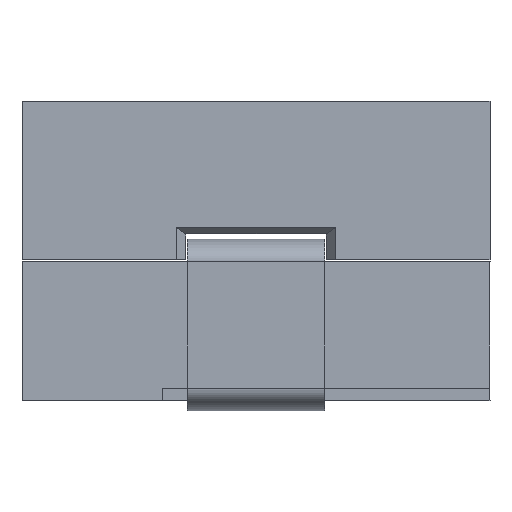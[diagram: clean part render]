
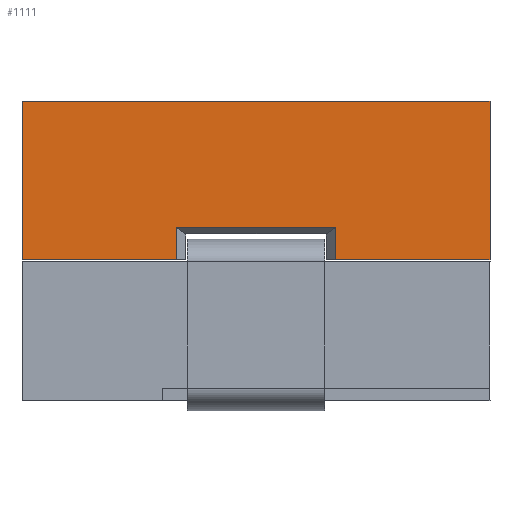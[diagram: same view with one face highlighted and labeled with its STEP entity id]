
A CAD part, left-side view. The second image highlights one B-rep face of the part: STEP entity #1111.
In plain terms, the highlighted free-form (B-spline) face has degree [1, 1] with [2, 2] control points.
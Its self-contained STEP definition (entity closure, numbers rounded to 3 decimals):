
#669=CARTESIAN_POINT('',(-5.34,-3.825,0.));
#670=VERTEX_POINT('',#669);
#685=CARTESIAN_POINT('',(-5.34,3.825,0.));
#686=VERTEX_POINT('',#685);
#692=CARTESIAN_POINT('',(-5.34,3.825,0.));
#693=CARTESIAN_POINT('',(-5.34,-3.825,0.));
#694=B_SPLINE_CURVE_WITH_KNOTS('',1,(#692,#693),.UNSPECIFIED.,.F.,.U.,(2,2),(0.,1.),.UNSPECIFIED.);
#695=EDGE_CURVE('',#686,#670,#694,.T.);
#981=CARTESIAN_POINT('',(-5.34,-3.825,-2.59));
#982=VERTEX_POINT('',#981);
#988=CARTESIAN_POINT('',(-5.34,-3.825,0.));
#989=CARTESIAN_POINT('',(-5.34,-3.825,-2.59));
#990=B_SPLINE_CURVE_WITH_KNOTS('',1,(#988,#989),.UNSPECIFIED.,.F.,.U.,(2,2),(0.,1.),.UNSPECIFIED.);
#991=EDGE_CURVE('',#670,#982,#990,.T.);
#1052=CARTESIAN_POINT('',(-5.34,3.825,-2.59));
#1053=VERTEX_POINT('',#1052);
#1054=CARTESIAN_POINT('',(-5.34,3.825,0.));
#1055=CARTESIAN_POINT('',(-5.34,3.825,-2.59));
#1056=B_SPLINE_CURVE_WITH_KNOTS('',1,(#1054,#1055),.UNSPECIFIED.,.F.,.U.,(2,2),(0.,1.),.UNSPECIFIED.);
#1057=EDGE_CURVE('',#686,#1053,#1056,.T.);
#1068=CARTESIAN_POINT('',(-5.34,3.825,0.));
#1069=CARTESIAN_POINT('',(-5.34,3.825,-2.59));
#1070=CARTESIAN_POINT('',(-5.34,-3.825,0.));
#1071=CARTESIAN_POINT('',(-5.34,-3.825,-2.59));
#1072=B_SPLINE_SURFACE_WITH_KNOTS('',1,1,((#1068,#1069),(#1070,#1071)),.PLANE_SURF.,.F.,.F.,.U.,(2,2),(2,2),(0.,1.),(0.,1.),.UNSPECIFIED.);
#1073=CARTESIAN_POINT('',(-5.34,1.3,-2.065));
#1074=VERTEX_POINT('',#1073);
#1075=CARTESIAN_POINT('',(-5.34,1.3,-2.59));
#1076=VERTEX_POINT('',#1075);
#1077=CARTESIAN_POINT('',(-5.34,1.3,-2.065));
#1078=CARTESIAN_POINT('',(-5.34,1.3,-2.59));
#1079=B_SPLINE_CURVE_WITH_KNOTS('',1,(#1077,#1078),.UNSPECIFIED.,.F.,.U.,(2,2),(0.797,1.),.UNSPECIFIED.);
#1080=EDGE_CURVE('',#1074,#1076,#1079,.T.);
#1081=ORIENTED_EDGE('',*,*,#1080,.T.);
#1082=CARTESIAN_POINT('',(-5.34,3.825,-2.59));
#1083=CARTESIAN_POINT('',(-5.34,1.3,-2.59));
#1084=B_SPLINE_CURVE_WITH_KNOTS('',1,(#1082,#1083),.UNSPECIFIED.,.F.,.U.,(2,2),(0.,0.33),.UNSPECIFIED.);
#1085=EDGE_CURVE('',#1053,#1076,#1084,.T.);
#1086=ORIENTED_EDGE('',*,*,#1085,.F.);
#1087=ORIENTED_EDGE('',*,*,#1057,.F.);
#1088=ORIENTED_EDGE('',*,*,#695,.T.);
#1089=ORIENTED_EDGE('',*,*,#991,.T.);
#1090=CARTESIAN_POINT('',(-5.34,-1.3,-2.59));
#1091=VERTEX_POINT('',#1090);
#1092=CARTESIAN_POINT('',(-5.34,-1.3,-2.59));
#1093=CARTESIAN_POINT('',(-5.34,-3.825,-2.59));
#1094=B_SPLINE_CURVE_WITH_KNOTS('',1,(#1092,#1093),.UNSPECIFIED.,.F.,.U.,(2,2),(0.67,1.),.UNSPECIFIED.);
#1095=EDGE_CURVE('',#1091,#982,#1094,.T.);
#1096=ORIENTED_EDGE('',*,*,#1095,.F.);
#1097=CARTESIAN_POINT('',(-5.34,-1.3,-2.065));
#1098=VERTEX_POINT('',#1097);
#1099=CARTESIAN_POINT('',(-5.34,-1.3,-2.59));
#1100=CARTESIAN_POINT('',(-5.34,-1.3,-2.065));
#1101=B_SPLINE_CURVE_WITH_KNOTS('',1,(#1099,#1100),.UNSPECIFIED.,.F.,.U.,(2,2),(0.,0.203),.UNSPECIFIED.);
#1102=EDGE_CURVE('',#1091,#1098,#1101,.T.);
#1103=ORIENTED_EDGE('',*,*,#1102,.T.);
#1104=CARTESIAN_POINT('',(-5.34,-1.3,-2.065));
#1105=CARTESIAN_POINT('',(-5.34,1.3,-2.065));
#1106=B_SPLINE_CURVE_WITH_KNOTS('',1,(#1104,#1105),.UNSPECIFIED.,.F.,.U.,(2,2),(0.33,0.67),.UNSPECIFIED.);
#1107=EDGE_CURVE('',#1098,#1074,#1106,.T.);
#1108=ORIENTED_EDGE('',*,*,#1107,.T.);
#1109=EDGE_LOOP('',(#1081,#1086,#1087,#1088,#1089,#1096,#1103,#1108));
#1110=FACE_OUTER_BOUND('',#1109,.F.);
#1111=ADVANCED_FACE('',(#1110),#1072,.F.);
